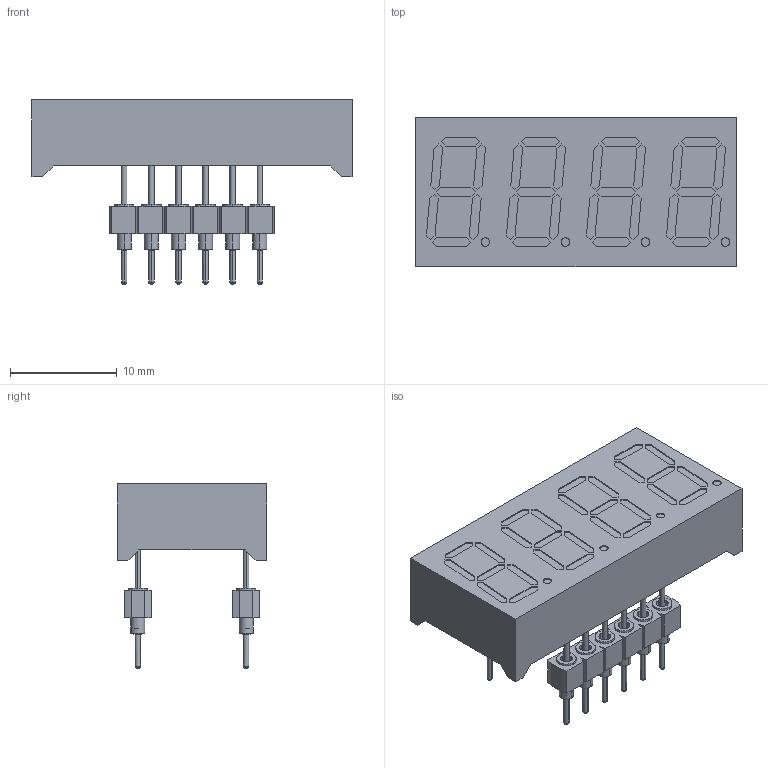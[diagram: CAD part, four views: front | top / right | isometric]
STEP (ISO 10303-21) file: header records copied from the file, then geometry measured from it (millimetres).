
FILE_DESCRIPTION (( 'STEP AP214' ), '1' );
FILE_NAME ('LDQ-N3606RI_socket.STEP', '2021-03-29T13:19:11', ( '' ), ( '' ), 'SwSTEP 2.0', 'SolidWorks 2018', '' );
FILE_SCHEMA (( 'AUTOMOTIVE_DESIGN' ));
Length unit declared in the file: millimetre
Products named in the file (5): TS_106_G_J_3; LDQ-N3606RI; TS-106-G-J; LDQ-N3606RI_socket; TS_106_G_J_10
Assembly tree (10 placements, depth 3):
  LDQ-N3606RI_socket
    TS-106-G-J  x2
      TS_106_G_J_3
      TS_106_G_J_10
    LDQ-N3606RI
Bounding box: 30 x 14 x 17.28 mm (x, y, z)
Volume: 2620.7 mm3; surface area: 2630.7 mm2
Topology: 15 solids, 15 shells, 626 faces, 1500 edges, 984 vertices
Faces by surface type: plane 378, cylinder 176, torus 48, cone 24
Entity records: 11247 total; most frequent: CARTESIAN_POINT 1870, ORIENTED_EDGE 1792, DIRECTION 1776, EDGE_CURVE 896, LINE 756, VECTOR 756, VERTEX_POINT 596, AXIS2_PLACEMENT_3D 510
